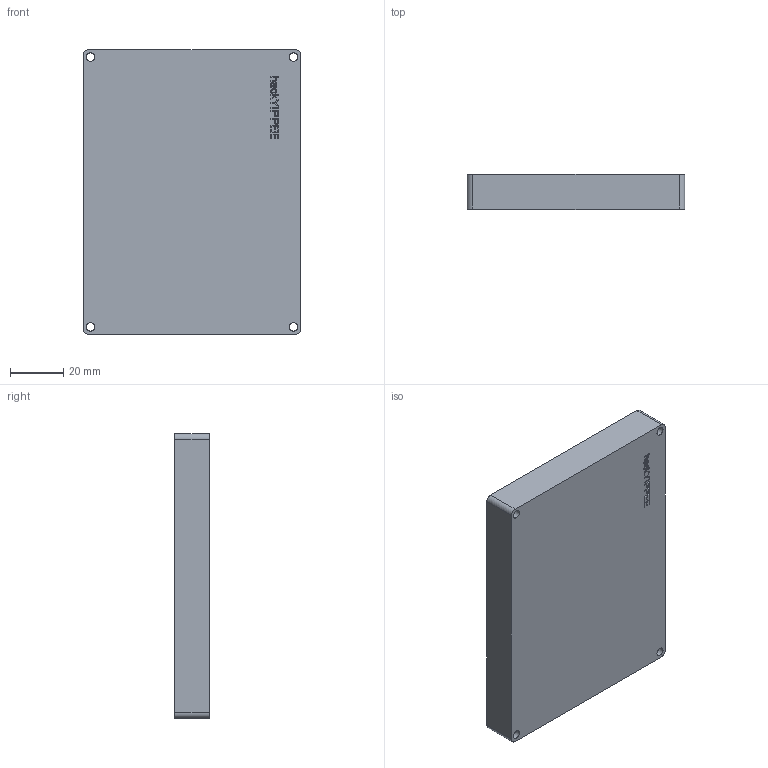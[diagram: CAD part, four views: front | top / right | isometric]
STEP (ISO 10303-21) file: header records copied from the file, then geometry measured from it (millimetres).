
FILE_DESCRIPTION(/* description */ ('','CAx-IF Rec.Pracs.---Representation and Presentation of Product Manufacturing Information (PMI)---4.0---2014-10-13'),/* implementation_level */ '2;1');
FILE_NAME(/* name */ '343e05a8-75b6-4b81-bf7d-bf8915912b8f.stp',/* time_stamp */ '2025-02-15T02:37:55Z',/* author */ (''),/* organization */ (''),/* preprocessor_version */ 'ST-DEVELOPER v20',/* originating_system */ 'Autodesk Translation Framework v13.20.0.188',/* authorisation */ '');
FILE_SCHEMA (('AP242_MANAGED_MODEL_BASED_3D_ENGINEERING_MIM_LF { 1 0 10303 442 1 1 4 }'));
Length unit declared in the file: inch
Products named in the file (1): bottomonly
Bounding box: 81.81 x 13 x 107 mm (x, y, z)
Volume: 42657.4 mm3; surface area: 26173.3 mm2
Topology: 1 solids, 1 shells, 197 faces, 546 edges, 364 vertices
Faces by surface type: plane 106, bspline 83, cylinder 8
Full cylindrical faces by diameter (mm): 3.2 x4
Entity records: 7046 total; most frequent: CARTESIAN_POINT 2519, ORIENTED_EDGE 1092, DIRECTION 626, EDGE_CURVE 546, LINE 364, VECTOR 364, VERTEX_POINT 364, EDGE_LOOP 218
